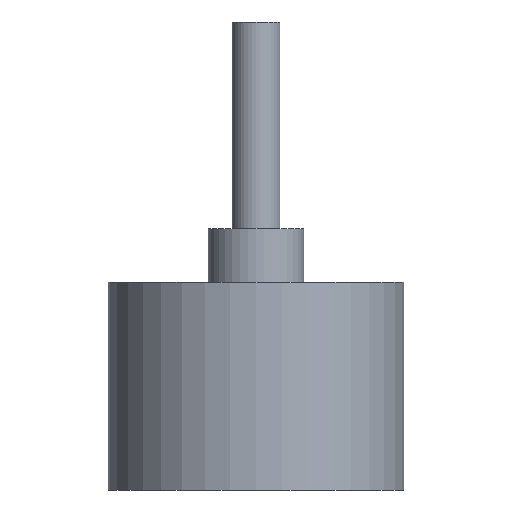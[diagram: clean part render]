
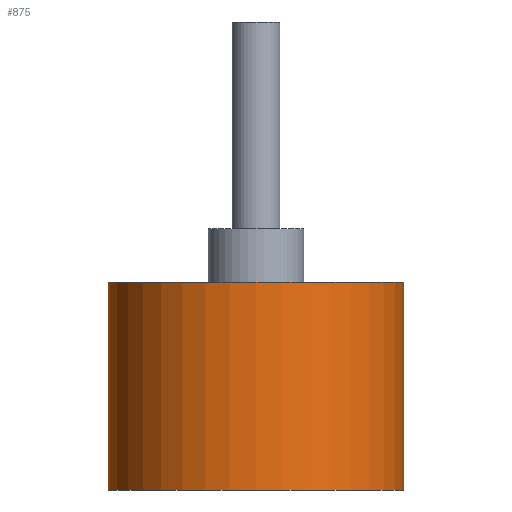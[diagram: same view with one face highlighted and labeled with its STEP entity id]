
A CAD part, front view. The second image highlights one B-rep face of the part: STEP entity #875.
In plain terms, the highlighted cylindrical face has radius 18.5 mm (diameter 37 mm), a partial arc.
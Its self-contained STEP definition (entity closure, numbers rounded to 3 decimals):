
#22 = AXIS2_PLACEMENT_3D ( 'NONE', #624, #1482, #754 ) ;
#23 = LINE ( 'NONE', #92, #1308 ) ;
#24 = CARTESIAN_POINT ( 'NONE',  ( -18.5, 0., 26. ) ) ;
#25 = AXIS2_PLACEMENT_3D ( 'NONE', #1113, #374, #1237 ) ;
#78 = DIRECTION ( 'NONE',  ( -1., 0., 0. ) ) ;
#80 = FACE_OUTER_BOUND ( 'NONE', #1525, .T. ) ;
#92 = CARTESIAN_POINT ( 'NONE',  ( -18.5, 0., 26. ) ) ;
#96 = CARTESIAN_POINT ( 'NONE',  ( -18.5, 0., 0. ) ) ;
#144 = ORIENTED_EDGE ( 'NONE', *, *, #1565, .T. ) ;
#146 = CYLINDRICAL_SURFACE ( 'NONE', #246, 18.5 ) ;
#184 = ORIENTED_EDGE ( 'NONE', *, *, #1557, .F. ) ;
#206 = CARTESIAN_POINT ( 'NONE',  ( 0., 0., 26. ) ) ;
#246 = AXIS2_PLACEMENT_3D ( 'NONE', #206, #330, #78 ) ;
#285 = ORIENTED_EDGE ( 'NONE', *, *, #1254, .T. ) ;
#330 = DIRECTION ( 'NONE',  ( 0., 0., -1. ) ) ;
#337 = CARTESIAN_POINT ( 'NONE',  ( 18.5, 0., 26. ) ) ;
#374 = DIRECTION ( 'NONE',  ( 0., 0., 1. ) ) ;
#624 = CARTESIAN_POINT ( 'NONE',  ( 0., 0., 0. ) ) ;
#654 = CIRCLE ( 'NONE', #25, 18.5 ) ;
#679 = VERTEX_POINT ( 'NONE', #24 ) ;
#754 = DIRECTION ( 'NONE',  ( 1., 0., 0. ) ) ;
#813 = LINE ( 'NONE', #961, #1098 ) ;
#814 = ORIENTED_EDGE ( 'NONE', *, *, #1490, .F. ) ;
#842 = DIRECTION ( 'NONE',  ( 0., 0., -1. ) ) ;
#875 = ADVANCED_FACE ( 'NONE', ( #80 ), #146, .T. ) ;
#961 = CARTESIAN_POINT ( 'NONE',  ( 18.5, 0., 26. ) ) ;
#973 = VERTEX_POINT ( 'NONE', #337 ) ;
#992 = CIRCLE ( 'NONE', #22, 18.5 ) ;
#1098 = VECTOR ( 'NONE', #842, 1000. ) ;
#1113 = CARTESIAN_POINT ( 'NONE',  ( 0., 0., 26. ) ) ;
#1216 = DIRECTION ( 'NONE',  ( 0., 0., -1. ) ) ;
#1237 = DIRECTION ( 'NONE',  ( 1., 0., 0. ) ) ;
#1254 = EDGE_CURVE ( 'NONE', #679, #1530, #23, .T. ) ;
#1308 = VECTOR ( 'NONE', #1216, 1000. ) ;
#1329 = CARTESIAN_POINT ( 'NONE',  ( 18.5, 0., 0. ) ) ;
#1482 = DIRECTION ( 'NONE',  ( 0., 0., 1. ) ) ;
#1490 = EDGE_CURVE ( 'NONE', #973, #1491, #813, .T. ) ;
#1491 = VERTEX_POINT ( 'NONE', #1329 ) ;
#1525 = EDGE_LOOP ( 'NONE', ( #814, #184, #285, #144 ) ) ;
#1530 = VERTEX_POINT ( 'NONE', #96 ) ;
#1557 = EDGE_CURVE ( 'NONE', #679, #973, #654, .T. ) ;
#1565 = EDGE_CURVE ( 'NONE', #1530, #1491, #992, .T. ) ;
